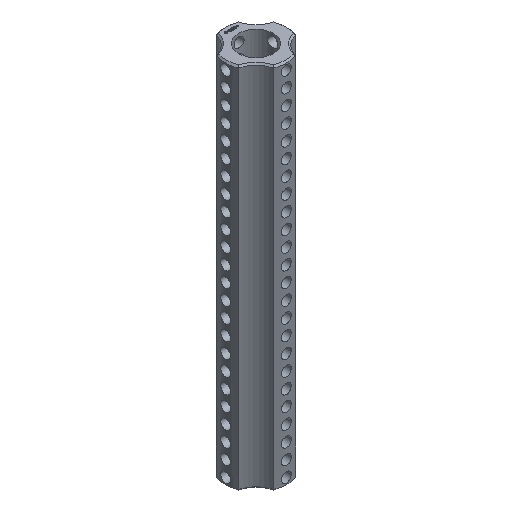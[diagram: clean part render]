
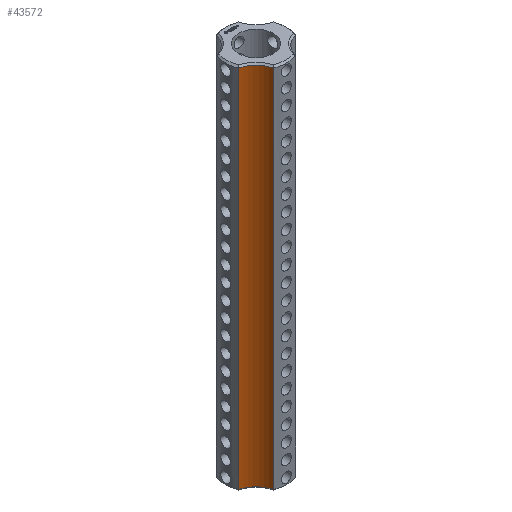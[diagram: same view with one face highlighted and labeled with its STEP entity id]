
A CAD part, isometric view. The second image highlights one B-rep face of the part: STEP entity #43572.
In plain terms, the highlighted cylindrical face has radius 5 mm (diameter 10 mm), a partial arc.
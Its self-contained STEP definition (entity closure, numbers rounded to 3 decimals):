
#5253 = CYLINDRICAL_SURFACE('',#5254,6.25);
#5254 = AXIS2_PLACEMENT_3D('',#5255,#5256,#5257);
#5255 = CARTESIAN_POINT('',(0.,0.,0.));
#5256 = DIRECTION('',(-0.,-0.,-1.));
#5257 = DIRECTION('',(1.,0.,0.));
#11688 = EDGE_CURVE('',#11689,#11691,#11693,.T.);
#11689 = VERTEX_POINT('',#11690);
#11690 = CARTESIAN_POINT('',(-2.225,-5.841,0.3));
#11691 = VERTEX_POINT('',#11692);
#11692 = CARTESIAN_POINT('',(-2.225,-5.841,74.7));
#11693 = SURFACE_CURVE('',#11694,(#11698,#11705),.PCURVE_S1.);
#11694 = LINE('',#11695,#11696);
#11695 = CARTESIAN_POINT('',(-2.225,-5.841,0.));
#11696 = VECTOR('',#11697,1.);
#11697 = DIRECTION('',(0.,0.,1.));
#11698 = PCURVE('',#5253,#11699);
#11699 = DEFINITIONAL_REPRESENTATION('',(#11700),#11704);
#11700 = LINE('',#11701,#11702);
#11701 = CARTESIAN_POINT('',(-4.348,0.));
#11702 = VECTOR('',#11703,1.);
#11703 = DIRECTION('',(-0.,-1.));
#11704 = ( GEOMETRIC_REPRESENTATION_CONTEXT(2) 
PARAMETRIC_REPRESENTATION_CONTEXT() REPRESENTATION_CONTEXT('2D SPACE',''
  ) );
#11705 = PCURVE('',#11706,#11711);
#11706 = CYLINDRICAL_SURFACE('',#11707,5.);
#11707 = AXIS2_PLACEMENT_3D('',#11708,#11709,#11710);
#11708 = CARTESIAN_POINT('',(-7.071,-7.071,0.));
#11709 = DIRECTION('',(-0.,-0.,-1.));
#11710 = DIRECTION('',(1.,0.,0.));
#11711 = DEFINITIONAL_REPRESENTATION('',(#11712),#11716);
#11712 = LINE('',#11713,#11714);
#11713 = CARTESIAN_POINT('',(-0.249,0.));
#11714 = VECTOR('',#11715,1.);
#11715 = DIRECTION('',(-0.,-1.));
#11716 = ( GEOMETRIC_REPRESENTATION_CONTEXT(2) 
PARAMETRIC_REPRESENTATION_CONTEXT() REPRESENTATION_CONTEXT('2D SPACE',''
  ) );
#15926 = CONICAL_SURFACE('',#15927,5.,0.785);
#15927 = AXIS2_PLACEMENT_3D('',#15928,#15929,#15930);
#15928 = CARTESIAN_POINT('',(-7.071,-7.071,0.3));
#15929 = DIRECTION('',(-0.,-0.,-1.));
#15930 = DIRECTION('',(0.969,0.246,0.));
#16128 = CONICAL_SURFACE('',#16129,5.,0.785);
#16129 = AXIS2_PLACEMENT_3D('',#16130,#16131,#16132);
#16130 = CARTESIAN_POINT('',(-7.071,-7.071,74.7));
#16131 = DIRECTION('',(0.,0.,1.));
#16132 = DIRECTION('',(0.969,0.246,0.));
#43572 = ADVANCED_FACE('',(#43573),#11706,.F.);
#43573 = FACE_BOUND('',#43574,.T.);
#43574 = EDGE_LOOP('',(#43575,#43576,#43600,#43628));
#43575 = ORIENTED_EDGE('',*,*,#11688,.T.);
#43576 = ORIENTED_EDGE('',*,*,#43577,.T.);
#43577 = EDGE_CURVE('',#11691,#43578,#43580,.T.);
#43578 = VERTEX_POINT('',#43579);
#43579 = CARTESIAN_POINT('',(-5.841,-2.225,74.7));
#43580 = SURFACE_CURVE('',#43581,(#43586,#43593),.PCURVE_S1.);
#43581 = CIRCLE('',#43582,5.);
#43582 = AXIS2_PLACEMENT_3D('',#43583,#43584,#43585);
#43583 = CARTESIAN_POINT('',(-7.071,-7.071,74.7));
#43584 = DIRECTION('',(0.,-0.,1.));
#43585 = DIRECTION('',(0.969,0.246,0.));
#43586 = PCURVE('',#11706,#43587);
#43587 = DEFINITIONAL_REPRESENTATION('',(#43588),#43592);
#43588 = LINE('',#43589,#43590);
#43589 = CARTESIAN_POINT('',(-0.249,-74.7));
#43590 = VECTOR('',#43591,1.);
#43591 = DIRECTION('',(-1.,0.));
#43592 = ( GEOMETRIC_REPRESENTATION_CONTEXT(2) 
PARAMETRIC_REPRESENTATION_CONTEXT() REPRESENTATION_CONTEXT('2D SPACE',''
  ) );
#43593 = PCURVE('',#16128,#43594);
#43594 = DEFINITIONAL_REPRESENTATION('',(#43595),#43599);
#43595 = LINE('',#43596,#43597);
#43596 = CARTESIAN_POINT('',(0.,0.));
#43597 = VECTOR('',#43598,1.);
#43598 = DIRECTION('',(1.,0.));
#43599 = ( GEOMETRIC_REPRESENTATION_CONTEXT(2) 
PARAMETRIC_REPRESENTATION_CONTEXT() REPRESENTATION_CONTEXT('2D SPACE',''
  ) );
#43600 = ORIENTED_EDGE('',*,*,#43601,.F.);
#43601 = EDGE_CURVE('',#43602,#43578,#43604,.T.);
#43602 = VERTEX_POINT('',#43603);
#43603 = CARTESIAN_POINT('',(-5.841,-2.225,0.3));
#43604 = SURFACE_CURVE('',#43605,(#43609,#43616),.PCURVE_S1.);
#43605 = LINE('',#43606,#43607);
#43606 = CARTESIAN_POINT('',(-5.841,-2.225,0.));
#43607 = VECTOR('',#43608,1.);
#43608 = DIRECTION('',(0.,0.,1.));
#43609 = PCURVE('',#11706,#43610);
#43610 = DEFINITIONAL_REPRESENTATION('',(#43611),#43615);
#43611 = LINE('',#43612,#43613);
#43612 = CARTESIAN_POINT('',(-1.322,0.));
#43613 = VECTOR('',#43614,1.);
#43614 = DIRECTION('',(-0.,-1.));
#43615 = ( GEOMETRIC_REPRESENTATION_CONTEXT(2) 
PARAMETRIC_REPRESENTATION_CONTEXT() REPRESENTATION_CONTEXT('2D SPACE',''
  ) );
#43616 = PCURVE('',#43617,#43622);
#43617 = CYLINDRICAL_SURFACE('',#43618,6.25);
#43618 = AXIS2_PLACEMENT_3D('',#43619,#43620,#43621);
#43619 = CARTESIAN_POINT('',(0.,0.,0.));
#43620 = DIRECTION('',(-0.,-0.,-1.));
#43621 = DIRECTION('',(1.,0.,0.));
#43622 = DEFINITIONAL_REPRESENTATION('',(#43623),#43627);
#43623 = LINE('',#43624,#43625);
#43624 = CARTESIAN_POINT('',(-3.506,0.));
#43625 = VECTOR('',#43626,1.);
#43626 = DIRECTION('',(-0.,-1.));
#43627 = ( GEOMETRIC_REPRESENTATION_CONTEXT(2) 
PARAMETRIC_REPRESENTATION_CONTEXT() REPRESENTATION_CONTEXT('2D SPACE',''
  ) );
#43628 = ORIENTED_EDGE('',*,*,#43629,.F.);
#43629 = EDGE_CURVE('',#11689,#43602,#43630,.T.);
#43630 = SURFACE_CURVE('',#43631,(#43636,#43643),.PCURVE_S1.);
#43631 = CIRCLE('',#43632,5.);
#43632 = AXIS2_PLACEMENT_3D('',#43633,#43634,#43635);
#43633 = CARTESIAN_POINT('',(-7.071,-7.071,0.3));
#43634 = DIRECTION('',(0.,-0.,1.));
#43635 = DIRECTION('',(0.969,0.246,0.));
#43636 = PCURVE('',#11706,#43637);
#43637 = DEFINITIONAL_REPRESENTATION('',(#43638),#43642);
#43638 = LINE('',#43639,#43640);
#43639 = CARTESIAN_POINT('',(-0.249,-0.3));
#43640 = VECTOR('',#43641,1.);
#43641 = DIRECTION('',(-1.,0.));
#43642 = ( GEOMETRIC_REPRESENTATION_CONTEXT(2) 
PARAMETRIC_REPRESENTATION_CONTEXT() REPRESENTATION_CONTEXT('2D SPACE',''
  ) );
#43643 = PCURVE('',#15926,#43644);
#43644 = DEFINITIONAL_REPRESENTATION('',(#43645),#43649);
#43645 = LINE('',#43646,#43647);
#43646 = CARTESIAN_POINT('',(-0.,0.));
#43647 = VECTOR('',#43648,1.);
#43648 = DIRECTION('',(-1.,0.));
#43649 = ( GEOMETRIC_REPRESENTATION_CONTEXT(2) 
PARAMETRIC_REPRESENTATION_CONTEXT() REPRESENTATION_CONTEXT('2D SPACE',''
  ) );
